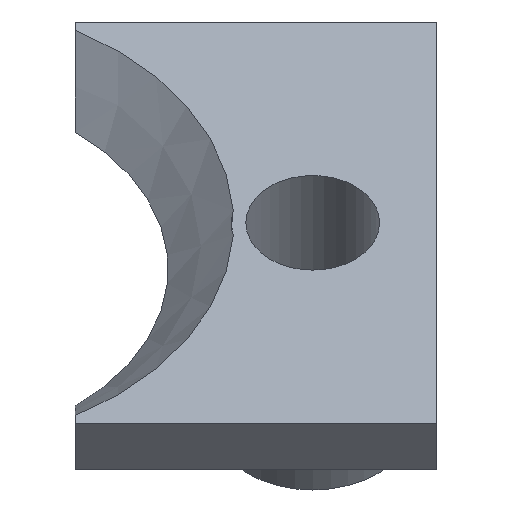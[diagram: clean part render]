
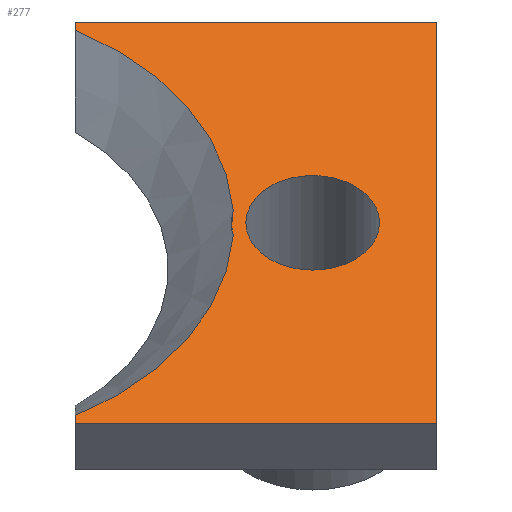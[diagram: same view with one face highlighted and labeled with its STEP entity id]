
A CAD part, front view. The second image highlights one B-rep face of the part: STEP entity #277.
In plain terms, the highlighted planar face has unit normal (0, -0.707, 0.707).
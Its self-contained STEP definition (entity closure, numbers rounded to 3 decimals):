
#17=FACE_BOUND('',#55,.T.);
#19=CIRCLE('',#312,0.648);
#23=CIRCLE('',#320,3.035);
#24=CIRCLE('',#321,0.787);
#25=CIRCLE('',#322,3.035);
#38=FACE_OUTER_BOUND('',#54,.T.);
#54=EDGE_LOOP('',(#195,#196,#197,#198,#199,#200,#201,#202));
#55=EDGE_LOOP('',(#203));
#70=LINE('',#421,#93);
#80=LINE('',#457,#103);
#81=LINE('',#459,#104);
#82=LINE('',#461,#105);
#83=LINE('',#462,#106);
#93=VECTOR('',#341,0.112);
#103=VECTOR('',#375,0.111);
#104=VECTOR('',#376,3.499);
#105=VECTOR('',#377,5.5);
#106=VECTOR('',#378,3.499);
#114=VERTEX_POINT('',#412);
#117=VERTEX_POINT('',#417);
#118=VERTEX_POINT('',#423);
#128=VERTEX_POINT('',#450);
#129=VERTEX_POINT('',#452);
#130=VERTEX_POINT('',#454);
#131=VERTEX_POINT('',#456);
#132=VERTEX_POINT('',#458);
#133=VERTEX_POINT('',#460);
#141=EDGE_CURVE('',#117,#114,#70,.T.);
#142=EDGE_CURVE('',#118,#118,#19,.T.);
#155=EDGE_CURVE('',#128,#117,#23,.T.);
#156=EDGE_CURVE('',#128,#129,#24,.T.);
#157=EDGE_CURVE('',#130,#129,#25,.T.);
#158=EDGE_CURVE('',#131,#130,#80,.T.);
#159=EDGE_CURVE('',#131,#132,#81,.T.);
#160=EDGE_CURVE('',#132,#133,#82,.T.);
#161=EDGE_CURVE('',#133,#114,#83,.T.);
#195=ORIENTED_EDGE('',*,*,#155,.F.);
#196=ORIENTED_EDGE('',*,*,#156,.T.);
#197=ORIENTED_EDGE('',*,*,#157,.F.);
#198=ORIENTED_EDGE('',*,*,#158,.F.);
#199=ORIENTED_EDGE('',*,*,#159,.T.);
#200=ORIENTED_EDGE('',*,*,#160,.T.);
#201=ORIENTED_EDGE('',*,*,#161,.T.);
#202=ORIENTED_EDGE('',*,*,#141,.F.);
#203=ORIENTED_EDGE('',*,*,#142,.F.);
#250=PLANE('',#319);
#277=ADVANCED_FACE('',(#38,#17),#250,.T.);
#312=AXIS2_PLACEMENT_3D('',#424,#344,#345);
#319=AXIS2_PLACEMENT_3D('',#449,#367,#368);
#320=AXIS2_PLACEMENT_3D('',#451,#369,#370);
#321=AXIS2_PLACEMENT_3D('',#453,#371,#372);
#322=AXIS2_PLACEMENT_3D('',#455,#373,#374);
#341=DIRECTION('',(0.,0.707,0.707));
#344=DIRECTION('center_axis',(0.,-0.707,0.707));
#345=DIRECTION('ref_axis',(0.,-0.707,-0.707));
#367=DIRECTION('center_axis',(0.,-0.707,0.707));
#368=DIRECTION('ref_axis',(1.,0.,0.));
#369=DIRECTION('center_axis',(0.,-0.707,0.707));
#370=DIRECTION('ref_axis',(0.998,0.039,0.039));
#371=DIRECTION('center_axis',(0.,-0.707,
0.707));
#372=DIRECTION('ref_axis',(-0.977,0.151,0.151));
#373=DIRECTION('center_axis',(0.,-0.707,0.707));
#374=DIRECTION('ref_axis',(0.495,-0.615,-0.615));
#375=DIRECTION('',(0.,0.707,0.707));
#376=DIRECTION('',(1.,0.,0.));
#377=DIRECTION('',(0.,0.707,0.707));
#378=DIRECTION('',(-1.,0.,0.));
#412=CARTESIAN_POINT('',(1.501,-14.493,-4.953));
#417=CARTESIAN_POINT('',(1.501,-14.573,-5.032));
#421=CARTESIAN_POINT('',(1.501,-14.573,-5.032));
#423=CARTESIAN_POINT('',(3.8,-15.98,-6.439));
#424=CARTESIAN_POINT('Origin',(3.8,-16.438,-6.897));
#449=CARTESIAN_POINT('Origin',(5.,-18.382,-8.842));
#450=CARTESIAN_POINT('',(3.031,-16.319,-6.779));
#451=CARTESIAN_POINT('Origin',(0.,-16.438,-6.898));
#452=CARTESIAN_POINT('',(3.031,-16.557,-7.016));
#453=CARTESIAN_POINT('Origin',(3.8,-16.438,-6.897));
#454=CARTESIAN_POINT('',(1.501,-18.304,-8.763));
#455=CARTESIAN_POINT('Origin',(0.,-16.438,-6.898));
#456=CARTESIAN_POINT('',(1.501,-18.382,-8.842));
#457=CARTESIAN_POINT('',(1.501,-18.382,-8.842));
#458=CARTESIAN_POINT('',(5.,-18.382,-8.842));
#459=CARTESIAN_POINT('',(1.501,-18.382,-8.842));
#460=CARTESIAN_POINT('',(5.,-14.493,-4.953));
#461=CARTESIAN_POINT('',(5.,-18.382,-8.842));
#462=CARTESIAN_POINT('',(5.,-14.493,-4.953));
